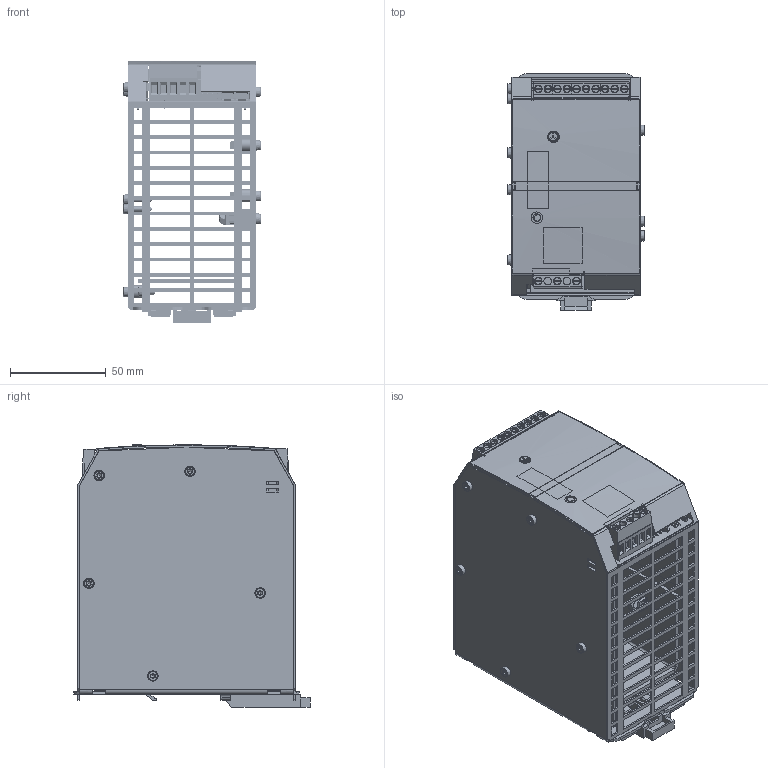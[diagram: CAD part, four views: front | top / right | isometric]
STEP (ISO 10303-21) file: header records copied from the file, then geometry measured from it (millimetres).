
FILE_DESCRIPTION((''),'2;1');
FILE_NAME('CBI120W Complessivo CS178A12_UL.stp','2014-01-07T11:06:19',('Tecnico2'),(''),'Autodesk Inventor 2012','Autodesk Inventor 2012','');
FILE_SCHEMA(('AUTOMOTIVE_DESIGN { 1 0 10303 214 1 1 1 1 }'));
Length unit declared in the file: millimetre
Products named in the file (37): CBI120W Complessivo  CS178A12_UL; CBI120W_M3M.00F.026A13_Fondo; CBI120W_M3M.00C.026A13_Coperchio; MSNE-4; CBI120W_MHN.060.048A5_Diss_Pri; CBI120W_MHN.061.048A3_Diss_Sec; CS_CBI120W_Master_A24323178A12_Assemblato; CS_CBI120W_Master_A24323178A12; CS_CBI120W_Scheda uP_A24323178A12_Assemblato; CS_CBI120W_Scheda uP_A24323178A12; Strip 1P_4; Strip 1P_25; Strip 2P_4; AMP MODUII 2 Poli - TE c-0280377-01-r2-3d; AMP MODUII 4 Poli - TE c-0280378-01-r2-3d; MQF.002.100A5_Morsetto di terra; SAURO 3P p.5 msq03001; SAURO 2P p.5 msq02001; SAURO 3P p.10 msq03002; C_El_SMD_4x5_H5.5; Rele_VEGhA; RJ 45 615008138021 Verticale; 1; 2; 3; 4; Potenziometro CA9H2.5 Orizzontale; Perno Trimmer Piccolo; Led OSRAM LS A670; Pulsante Omron B3F-3102; MGP.451.90MA5_Gancio Din; Tapping screw GB/T 6560-1986 M3x16; Screw GB_T 2171.1 M3 x 6; Screw GB_T 2171.1 M3 x 13 Autofilettante; CBI120W_M4D.126.876A3; Etichetta 20x50 Senza Scritte; EG-4-01
Assembly tree (61 placements, depth 5):
  CBI120W Complessivo  CS178A12_UL
    CBI120W_M3M.00F.026A13_Fondo
    CBI120W_M3M.00C.026A13_Coperchio
    MSNE-4  x4
    CBI120W_MHN.060.048A5_Diss_Pri
    CBI120W_MHN.061.048A3_Diss_Sec
    CS_CBI120W_Master_A24323178A12_Assemblato
      CS_CBI120W_Master_A24323178A12
      CS_CBI120W_Scheda uP_A24323178A12_Assemblato
        CS_CBI120W_Scheda uP_A24323178A12
        Strip 1P_4
        Strip 1P_25
        Strip 2P_4
        AMP MODUII 2 Poli - TE c-0280377-01-r2-3d  x2
        AMP MODUII 4 Poli - TE c-0280378-01-r2-3d
        MQF.002.100A5_Morsetto di terra  x2
        SAURO 3P p.5 msq03001  x2
        SAURO 2P p.5 msq02001  x2
        SAURO 3P p.10 msq03002
        C_El_SMD_4x5_H5.5
        Rele_VEGhA  x2
        RJ 45 615008138021 Verticale
          1
          2
          3  x4
          4  x4
        Potenziometro CA9H2.5 Orizzontale
        Perno Trimmer Piccolo
      Led OSRAM LS A670  x3
      Pulsante Omron B3F-3102
    MGP.451.90MA5_Gancio Din
    Tapping screw GB/T 6560-1986 M3x16
    Screw GB_T 2171.1 M3 x 6  x4
    Screw GB_T 2171.1 M3 x 13 Autofilettante  x7
    CBI120W_M4D.126.876A3
    Etichetta 20x50 Senza Scritte
    EG-4-01
Bounding box: 71.8 x 123.7 x 137.39 mm (x, y, z)
Volume: 148009.3 mm3; surface area: 215021.1 mm2
Topology: 128 solids, 131 shells, 5475 faces, 14364 edges, 9286 vertices
Faces by surface type: plane 4106, cylinder 1094, torus 105, sphere 89, cone 69, bspline 12
Full cylindrical faces by diameter (mm): 0.3 x12, 0.9 x2, 1 x191, 1.4 x13, 1.5 x2, 1.52 x5, 2 x13, 2.15 x4, 2.367 x1, 2.4 x3, 2.5 x2, 2.675 x11, 2.7 x7, 2.8 x2, 3 x16, 3.1 x2, 3.3 x2, 3.5 x6, 3.8 x1, 3.85 x13, 4 x20, 4.572 x1, 4.7 x2, 5 x5, 6.1 x1, 6.7 x4, 9 x1
Entity records: 134904 total; most frequent: CARTESIAN_POINT 26656, ORIENTED_EDGE 21776, DIRECTION 21060, EDGE_CURVE 10892, VECTOR 8974, LINE 8974, VERTEX_POINT 7189, AXIS2_PLACEMENT_3D 6043
